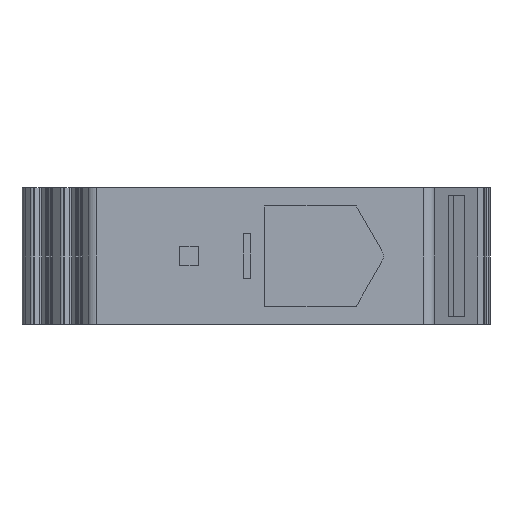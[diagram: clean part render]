
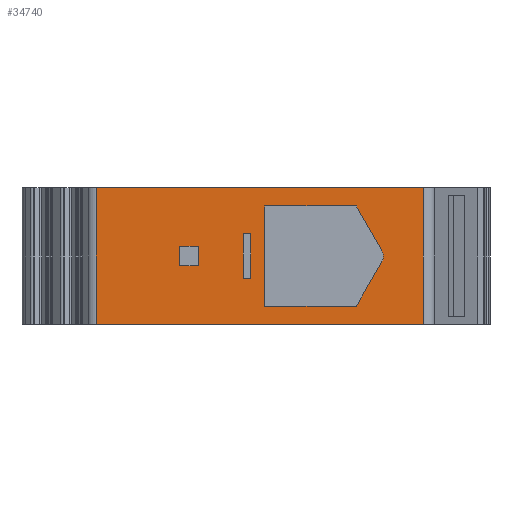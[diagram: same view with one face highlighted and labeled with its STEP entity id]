
A CAD part, left-side view. The second image highlights one B-rep face of the part: STEP entity #34740.
In plain terms, the highlighted face is planar.
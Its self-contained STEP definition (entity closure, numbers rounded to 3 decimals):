
#12010=CARTESIAN_POINT('',(205.9,755.257,-36.));
#12020=VERTEX_POINT('',#12010);
#12050=CARTESIAN_POINT('',(205.9,755.257,-39.6));
#12060=DIRECTION('',(0.,0.,1.));
#12070=VECTOR('',#12060,1.);
#12080=LINE('',#12050,#12070);
#12090=CARTESIAN_POINT('',(205.9,755.257,0.));
#12100=VERTEX_POINT('',#12090);
#12110=EDGE_CURVE('',#12020,#12100,#12080,.T.);
#32390=CARTESIAN_POINT('',(205.9,0.,0.));
#32400=DIRECTION('',(0.,-1.,0.));
#32410=VECTOR('',#32400,1.);
#32420=LINE('',#32390,#32410);
#32430=CARTESIAN_POINT('',(205.9,668.9,0.));
#32440=VERTEX_POINT('',#32430);
#32450=EDGE_CURVE('',#12100,#32440,#32420,.T.);
#33280=CARTESIAN_POINT('',(205.9,668.9,-39.6));
#33290=DIRECTION('',(-1.,0.,0.));
#33300=DIRECTION('',(0.,1.,0.));
#33310=AXIS2_PLACEMENT_3D('',#33280,#33290,#33300);
#33320=PLANE('',#33310);
#33330=ORIENTED_EDGE('',*,*,#32450,.T.);
#33340=ORIENTED_EDGE('',*,*,#12110,.T.);
#33350=CARTESIAN_POINT('',(205.9,0.,-36.));
#33360=DIRECTION('',(0.,1.,0.));
#33370=VECTOR('',#33360,1.);
#33380=LINE('',#33350,#33370);
#33390=CARTESIAN_POINT('',(205.9,668.9,-36.));
#33400=VERTEX_POINT('',#33390);
#33410=EDGE_CURVE('',#33400,#12020,#33380,.T.);
#33420=ORIENTED_EDGE('',*,*,#33410,.T.);
#33430=CARTESIAN_POINT('',(205.9,668.9,-39.6));
#33440=DIRECTION('',(0.,0.,1.));
#33450=VECTOR('',#33440,1.);
#33460=LINE('',#33430,#33450);
#33470=EDGE_CURVE('',#33400,#32440,#33460,.T.);
#33480=ORIENTED_EDGE('',*,*,#33470,.F.);
#33490=EDGE_LOOP('',(#33480,#33420,#33340,#33330));
#33500=FACE_OUTER_BOUND('',#33490,.T.);
#33510=CARTESIAN_POINT('',(205.9,710.8,0.));
#33520=DIRECTION('',(0.,0.,1.));
#33530=VECTOR('',#33520,1.);
#33540=LINE('',#33510,#33530);
#33550=CARTESIAN_POINT('',(205.9,710.8,-31.205));
#33560=VERTEX_POINT('',#33550);
#33570=CARTESIAN_POINT('',(205.9,710.8,-4.775));
#33580=VERTEX_POINT('',#33570);
#33590=EDGE_CURVE('',#33560,#33580,#33540,.T.);
#33600=ORIENTED_EDGE('',*,*,#33590,.F.);
#33610=CARTESIAN_POINT('',(205.9,0.,-4.775));
#33620=DIRECTION('',(0.,-1.,0.));
#33630=VECTOR('',#33620,1.);
#33640=LINE('',#33610,#33630);
#33650=CARTESIAN_POINT('',(205.9,686.6,-4.775));
#33660=VERTEX_POINT('',#33650);
#33670=EDGE_CURVE('',#33580,#33660,#33640,.T.);
#33680=ORIENTED_EDGE('',*,*,#33670,.F.);
#33690=CARTESIAN_POINT('',(205.9,689.357,0.));
#33700=DIRECTION('',(0.,-0.5,-0.866));
#33710=VECTOR('',#33700,1.);
#33720=LINE('',#33690,#33710);
#33730=CARTESIAN_POINT('',(205.9,679.836,-16.49));
#33740=VERTEX_POINT('',#33730);
#33750=EDGE_CURVE('',#33660,#33740,#33720,.T.);
#33760=ORIENTED_EDGE('',*,*,#33750,.F.);
#33770=CARTESIAN_POINT('',(205.9,682.434,-17.99));
#33780=DIRECTION('',(1.,0.,0.));
#33790=DIRECTION('',(0.,1.,0.));
#33800=AXIS2_PLACEMENT_3D('',#33770,#33780,#33790);
#33810=CIRCLE('',#33800,3.);
#33820=CARTESIAN_POINT('',(205.9,679.434,-17.99));
#33830=VERTEX_POINT('',#33820);
#33840=EDGE_CURVE('',#33740,#33830,#33810,.T.);
#33850=ORIENTED_EDGE('',*,*,#33840,.F.);
#33860=CARTESIAN_POINT('',(205.9,679.836,-19.49));
#33870=VERTEX_POINT('',#33860);
#33880=EDGE_CURVE('',#33830,#33870,#33810,.T.);
#33890=ORIENTED_EDGE('',*,*,#33880,.F.);
#33900=CARTESIAN_POINT('',(205.9,668.583,0.));
#33910=DIRECTION('',(0.,0.5,-0.866));
#33920=VECTOR('',#33910,1.);
#33930=LINE('',#33900,#33920);
#33940=CARTESIAN_POINT('',(205.9,686.6,-31.205));
#33950=VERTEX_POINT('',#33940);
#33960=EDGE_CURVE('',#33870,#33950,#33930,.T.);
#33970=ORIENTED_EDGE('',*,*,#33960,.F.);
#33980=CARTESIAN_POINT('',(205.9,0.,-31.205));
#33990=DIRECTION('',(0.,-1.,0.));
#34000=VECTOR('',#33990,1.);
#34010=LINE('',#33980,#34000);
#34020=EDGE_CURVE('',#33560,#33950,#34010,.T.);
#34030=ORIENTED_EDGE('',*,*,#34020,.T.);
#34040=EDGE_LOOP('',(#34030,#33970,#33890,#33850,#33760,#33680,#33600));
#34050=FACE_BOUND('',#34040,.T.);
#34060=CARTESIAN_POINT('',(205.9,0.,-20.59));
#34070=DIRECTION('',(0.,1.,0.));
#34080=VECTOR('',#34070,1.);
#34090=LINE('',#34060,#34080);
#34100=CARTESIAN_POINT('',(205.9,728.3,-20.59));
#34110=VERTEX_POINT('',#34100);
#34120=CARTESIAN_POINT('',(205.9,733.3,-20.59));
#34130=VERTEX_POINT('',#34120);
#34140=EDGE_CURVE('',#34110,#34130,#34090,.T.);
#34150=ORIENTED_EDGE('',*,*,#34140,.F.);
#34160=CARTESIAN_POINT('',(205.9,733.3,0.));
#34170=DIRECTION('',(0.,0.,1.));
#34180=VECTOR('',#34170,1.);
#34190=LINE('',#34160,#34180);
#34200=CARTESIAN_POINT('',(205.9,733.3,-15.39));
#34210=VERTEX_POINT('',#34200);
#34220=EDGE_CURVE('',#34130,#34210,#34190,.T.);
#34230=ORIENTED_EDGE('',*,*,#34220,.F.);
#34240=CARTESIAN_POINT('',(205.9,0.,-15.39));
#34250=DIRECTION('',(0.,-1.,0.));
#34260=VECTOR('',#34250,1.);
#34270=LINE('',#34240,#34260);
#34280=CARTESIAN_POINT('',(205.9,728.3,-15.39));
#34290=VERTEX_POINT('',#34280);
#34300=EDGE_CURVE('',#34210,#34290,#34270,.T.);
#34310=ORIENTED_EDGE('',*,*,#34300,.F.);
#34320=CARTESIAN_POINT('',(205.9,728.3,0.));
#34330=DIRECTION('',(0.,0.,-1.));
#34340=VECTOR('',#34330,1.);
#34350=LINE('',#34320,#34340);
#34360=EDGE_CURVE('',#34290,#34110,#34350,.T.);
#34370=ORIENTED_EDGE('',*,*,#34360,.F.);
#34380=EDGE_LOOP('',(#34370,#34310,#34230,#34150));
#34390=FACE_BOUND('',#34380,.T.);
#34400=CARTESIAN_POINT('',(205.9,714.5,0.));
#34410=DIRECTION('',(0.,0.,1.));
#34420=VECTOR('',#34410,1.);
#34430=LINE('',#34400,#34420);
#34440=CARTESIAN_POINT('',(205.9,714.5,-23.89));
#34450=VERTEX_POINT('',#34440);
#34460=CARTESIAN_POINT('',(205.9,714.5,-12.09));
#34470=VERTEX_POINT('',#34460);
#34480=EDGE_CURVE('',#34450,#34470,#34430,.T.);
#34490=ORIENTED_EDGE('',*,*,#34480,.T.);
#34500=CARTESIAN_POINT('',(205.9,0.,-23.89));
#34510=DIRECTION('',(0.,-1.,0.));
#34520=VECTOR('',#34510,1.);
#34530=LINE('',#34500,#34520);
#34540=CARTESIAN_POINT('',(205.9,716.5,-23.89));
#34550=VERTEX_POINT('',#34540);
#34560=EDGE_CURVE('',#34550,#34450,#34530,.T.);
#34570=ORIENTED_EDGE('',*,*,#34560,.T.);
#34580=CARTESIAN_POINT('',(205.9,716.5,0.));
#34590=DIRECTION('',(0.,0.,-1.));
#34600=VECTOR('',#34590,1.);
#34610=LINE('',#34580,#34600);
#34620=CARTESIAN_POINT('',(205.9,716.5,-12.09));
#34630=VERTEX_POINT('',#34620);
#34640=EDGE_CURVE('',#34630,#34550,#34610,.T.);
#34650=ORIENTED_EDGE('',*,*,#34640,.T.);
#34660=CARTESIAN_POINT('',(205.9,0.,-12.09));
#34670=DIRECTION('',(0.,1.,0.));
#34680=VECTOR('',#34670,1.);
#34690=LINE('',#34660,#34680);
#34700=EDGE_CURVE('',#34470,#34630,#34690,.T.);
#34710=ORIENTED_EDGE('',*,*,#34700,.T.);
#34720=EDGE_LOOP('',(#34710,#34650,#34570,#34490));
#34730=FACE_BOUND('',#34720,.T.);
#34740=ADVANCED_FACE('',(#33500,#34050,#34390,#34730),#33320,.F.);
